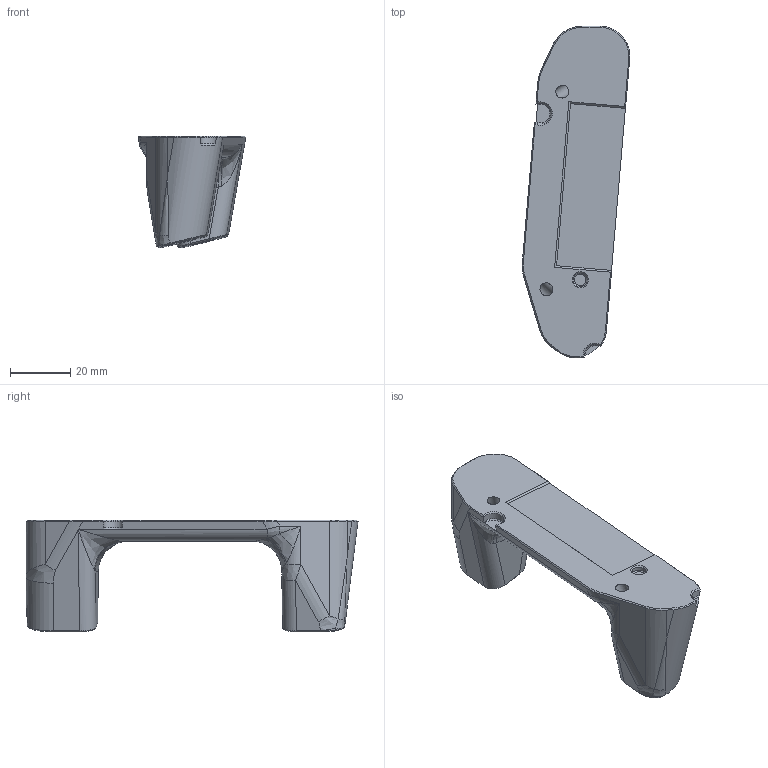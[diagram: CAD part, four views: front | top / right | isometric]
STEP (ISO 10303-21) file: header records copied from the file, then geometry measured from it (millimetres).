
FILE_DESCRIPTION(/* description */ (''),/* implementation_level */ '2;1');
FILE_NAME(/* name */ 'Birdy44 v59-TentingLegs.step',/* time_stamp */ '2023-09-30T13:06:16+02:00',/* author */ (''),/* organization */ (''),/* preprocessor_version */ 'ST-DEVELOPER v20',/* originating_system */ 'Autodesk Translation Framework v12.14.0.127',/* authorisation */ '');
FILE_SCHEMA (('AUTOMOTIVE_DESIGN { 1 0 10303 214 3 1 1 }'));
Length unit declared in the file: millimetre
Products named in the file (2): Birdy44; Tenting
Assembly tree (1 placements, depth 2):
  Birdy44
    Tenting
Bounding box: 35.83 x 110.57 x 37.22 mm (x, y, z)
Volume: 42735.5 mm3; surface area: 12460.7 mm2
Topology: 1 solids, 3 shells, 137 faces, 325 edges, 194 vertices
Faces by surface type: bspline 54, plane 43, cylinder 30, cone 10
Full cylindrical faces by diameter (mm): 4.2 x2, 4.6 x1, 5.6 x2, 7 x2, 8.1 x2
Entity records: 4914 total; most frequent: CARTESIAN_POINT 2040, ORIENTED_EDGE 640, DIRECTION 474, EDGE_CURVE 320, VERTEX_POINT 194, AXIS2_PLACEMENT_3D 168, EDGE_LOOP 146, LINE 138
